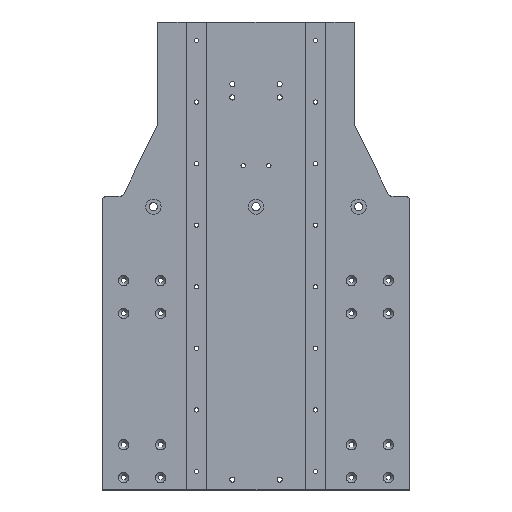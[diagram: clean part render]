
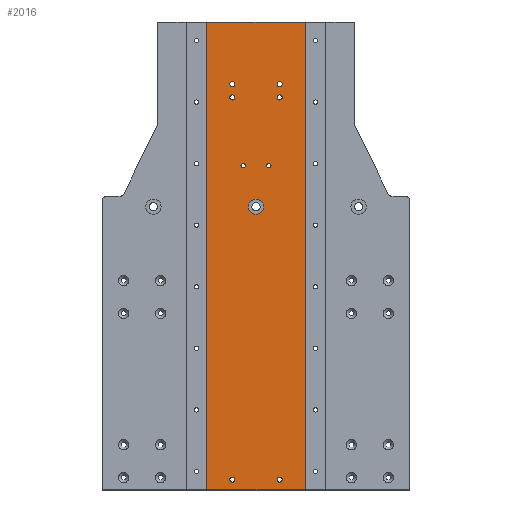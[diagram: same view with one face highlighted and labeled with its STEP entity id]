
A CAD part, top view. The second image highlights one B-rep face of the part: STEP entity #2016.
In plain terms, the highlighted planar face has unit normal (0, 0, 1).
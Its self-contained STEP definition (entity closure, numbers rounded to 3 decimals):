
#59=FACE_BOUND('',#297,.T.);
#60=FACE_BOUND('',#298,.T.);
#61=FACE_BOUND('',#299,.T.);
#62=FACE_BOUND('',#300,.T.);
#63=FACE_BOUND('',#301,.T.);
#64=FACE_BOUND('',#302,.T.);
#65=FACE_BOUND('',#303,.T.);
#66=FACE_BOUND('',#304,.T.);
#67=FACE_BOUND('',#305,.T.);
#133=PLANE('',#2175);
#158=FACE_OUTER_BOUND('',#296,.T.);
#296=EDGE_LOOP('',(#1431,#1432,#1433,#1434));
#297=EDGE_LOOP('',(#1435));
#298=EDGE_LOOP('',(#1436));
#299=EDGE_LOOP('',(#1437));
#300=EDGE_LOOP('',(#1438));
#301=EDGE_LOOP('',(#1439));
#302=EDGE_LOOP('',(#1440));
#303=EDGE_LOOP('',(#1441));
#304=EDGE_LOOP('',(#1442));
#305=EDGE_LOOP('',(#1443));
#473=LINE('',#3070,#617);
#479=LINE('',#3098,#623);
#495=LINE('',#3169,#639);
#496=LINE('',#3170,#640);
#617=VECTOR('',#2413,10.);
#623=VECTOR('',#2439,10.);
#639=VECTOR('',#2503,10.);
#640=VECTOR('',#2504,10.);
#756=CIRCLE('',#2136,2.117);
#758=CIRCLE('',#2139,2.117);
#787=CIRCLE('',#2176,2.518);
#788=CIRCLE('',#2177,2.518);
#789=CIRCLE('',#2178,2.518);
#790=CIRCLE('',#2179,2.518);
#791=CIRCLE('',#2180,2.518);
#792=CIRCLE('',#2181,2.518);
#793=CIRCLE('',#2182,7.5);
#898=VERTEX_POINT('',#3049);
#900=VERTEX_POINT('',#3055);
#905=VERTEX_POINT('',#3068);
#906=VERTEX_POINT('',#3069);
#917=VERTEX_POINT('',#3096);
#918=VERTEX_POINT('',#3097);
#950=VERTEX_POINT('',#3171);
#951=VERTEX_POINT('',#3173);
#952=VERTEX_POINT('',#3175);
#953=VERTEX_POINT('',#3177);
#954=VERTEX_POINT('',#3179);
#955=VERTEX_POINT('',#3181);
#956=VERTEX_POINT('',#3183);
#1080=EDGE_CURVE('',#898,#898,#756,.T.);
#1083=EDGE_CURVE('',#900,#900,#758,.T.);
#1088=EDGE_CURVE('',#905,#906,#473,.T.);
#1102=EDGE_CURVE('',#917,#918,#479,.T.);
#1138=EDGE_CURVE('',#906,#917,#495,.T.);
#1139=EDGE_CURVE('',#918,#905,#496,.T.);
#1140=EDGE_CURVE('',#950,#950,#787,.T.);
#1141=EDGE_CURVE('',#951,#951,#788,.T.);
#1142=EDGE_CURVE('',#952,#952,#789,.T.);
#1143=EDGE_CURVE('',#953,#953,#790,.T.);
#1144=EDGE_CURVE('',#954,#954,#791,.T.);
#1145=EDGE_CURVE('',#955,#955,#792,.T.);
#1146=EDGE_CURVE('',#956,#956,#793,.T.);
#1431=ORIENTED_EDGE('',*,*,#1088,.T.);
#1432=ORIENTED_EDGE('',*,*,#1138,.T.);
#1433=ORIENTED_EDGE('',*,*,#1102,.T.);
#1434=ORIENTED_EDGE('',*,*,#1139,.T.);
#1435=ORIENTED_EDGE('',*,*,#1080,.T.);
#1436=ORIENTED_EDGE('',*,*,#1083,.T.);
#1437=ORIENTED_EDGE('',*,*,#1140,.T.);
#1438=ORIENTED_EDGE('',*,*,#1141,.T.);
#1439=ORIENTED_EDGE('',*,*,#1142,.T.);
#1440=ORIENTED_EDGE('',*,*,#1143,.T.);
#1441=ORIENTED_EDGE('',*,*,#1144,.T.);
#1442=ORIENTED_EDGE('',*,*,#1145,.T.);
#1443=ORIENTED_EDGE('',*,*,#1146,.T.);
#2016=ADVANCED_FACE('',(#158,#59,#60,#61,#62,#63,#64,#65,#66,#67),#133,
 .T.);
#2136=AXIS2_PLACEMENT_3D('',#3051,#2396,#2397);
#2139=AXIS2_PLACEMENT_3D('',#3057,#2403,#2404);
#2175=AXIS2_PLACEMENT_3D('',#3168,#2501,#2502);
#2176=AXIS2_PLACEMENT_3D('',#3172,#2505,#2506);
#2177=AXIS2_PLACEMENT_3D('',#3174,#2507,#2508);
#2178=AXIS2_PLACEMENT_3D('',#3176,#2509,#2510);
#2179=AXIS2_PLACEMENT_3D('',#3178,#2511,#2512);
#2180=AXIS2_PLACEMENT_3D('',#3180,#2513,#2514);
#2181=AXIS2_PLACEMENT_3D('',#3182,#2515,#2516);
#2182=AXIS2_PLACEMENT_3D('',#3184,#2517,#2518);
#2396=DIRECTION('center_axis',(0.,0.,-1.));
#2397=DIRECTION('ref_axis',(-1.,0.,0.));
#2403=DIRECTION('center_axis',(0.,0.,-1.));
#2404=DIRECTION('ref_axis',(-1.,0.,0.));
#2413=DIRECTION('',(0.,-1.,0.));
#2439=DIRECTION('',(0.,1.,0.));
#2501=DIRECTION('center_axis',(0.,0.,1.));
#2502=DIRECTION('ref_axis',(1.,0.,0.));
#2503=DIRECTION('',(1.,0.,0.));
#2504=DIRECTION('',(-1.,0.,0.));
#2505=DIRECTION('center_axis',(0.,0.,-1.));
#2506=DIRECTION('ref_axis',(1.,0.,0.));
#2507=DIRECTION('center_axis',(0.,0.,-1.));
#2508=DIRECTION('ref_axis',(1.,0.,0.));
#2509=DIRECTION('center_axis',(0.,0.,-1.));
#2510=DIRECTION('ref_axis',(1.,0.,0.));
#2511=DIRECTION('center_axis',(0.,0.,-1.));
#2512=DIRECTION('ref_axis',(1.,0.,0.));
#2513=DIRECTION('center_axis',(0.,0.,-1.));
#2514=DIRECTION('ref_axis',(1.,0.,0.));
#2515=DIRECTION('center_axis',(0.,0.,-1.));
#2516=DIRECTION('ref_axis',(1.,0.,0.));
#2517=DIRECTION('center_axis',(0.,0.,-1.));
#2518=DIRECTION('ref_axis',(1.,0.,0.));
#3049=CARTESIAN_POINT('',(14.617,173.,0.));
#3051=CARTESIAN_POINT('Origin',(12.5,173.,0.));
#3055=CARTESIAN_POINT('',(-10.383,173.,0.));
#3057=CARTESIAN_POINT('Origin',(-12.5,173.,0.));
#3068=CARTESIAN_POINT('',(-48.,313.,0.));
#3069=CARTESIAN_POINT('',(-48.,-143.,0.));
#3070=CARTESIAN_POINT('',(-48.,199.,0.));
#3096=CARTESIAN_POINT('',(48.,-143.,0.));
#3097=CARTESIAN_POINT('',(48.,313.,0.));
#3098=CARTESIAN_POINT('',(48.,-29.,0.));
#3168=CARTESIAN_POINT('Origin',(0.,85.,0.));
#3169=CARTESIAN_POINT('',(-150.,-143.,0.));
#3170=CARTESIAN_POINT('',(96.,313.,0.));
#3171=CARTESIAN_POINT('',(-25.518,-133.,0.));
#3172=CARTESIAN_POINT('Origin',(-23.,-133.,0.));
#3173=CARTESIAN_POINT('',(20.483,239.5,0.));
#3174=CARTESIAN_POINT('Origin',(23.,239.5,0.));
#3175=CARTESIAN_POINT('',(-25.518,252.5,0.));
#3176=CARTESIAN_POINT('Origin',(-23.,252.5,0.));
#3177=CARTESIAN_POINT('',(20.483,252.5,0.));
#3178=CARTESIAN_POINT('Origin',(23.,252.5,0.));
#3179=CARTESIAN_POINT('',(-25.518,239.5,0.));
#3180=CARTESIAN_POINT('Origin',(-23.,239.5,0.));
#3181=CARTESIAN_POINT('',(20.483,-133.,0.));
#3182=CARTESIAN_POINT('Origin',(23.,-133.,0.));
#3183=CARTESIAN_POINT('',(-7.5,133.,0.));
#3184=CARTESIAN_POINT('Origin',(0.,133.,0.));
